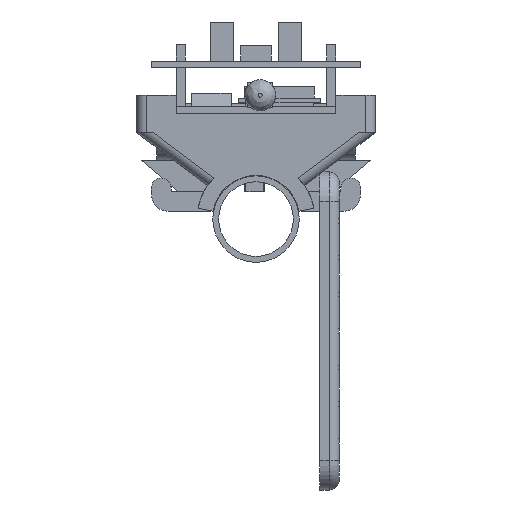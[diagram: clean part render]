
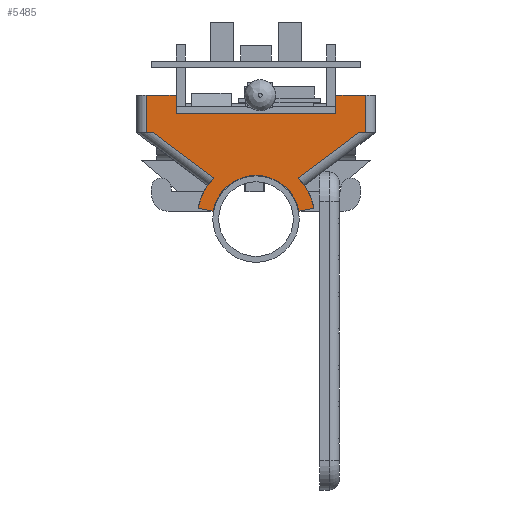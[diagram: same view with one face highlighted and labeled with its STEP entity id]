
A CAD part, front view. The second image highlights one B-rep face of the part: STEP entity #5485.
In plain terms, the highlighted planar face has unit normal (0, -1, 0).
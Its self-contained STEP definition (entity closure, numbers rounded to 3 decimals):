
#330=FACE_OUTER_BOUND('',#650,.T.);
#650=EDGE_LOOP('',(#4004,#4005,#4006,#4007,#4008,#4009,#4010,#4011,#4012,
#4013,#4014,#4015,#4016,#4017,#4018,#4019));
#1025=LINE('',#8342,#1652);
#1027=LINE('',#8346,#1654);
#1063=LINE('',#8438,#1690);
#1065=LINE('',#8445,#1692);
#1066=LINE('',#8449,#1693);
#1067=LINE('',#8452,#1694);
#1069=LINE('',#8459,#1696);
#1075=LINE('',#8471,#1702);
#1081=LINE('',#8484,#1708);
#1083=LINE('',#8490,#1710);
#1089=LINE('',#8502,#1716);
#1090=LINE('',#8504,#1717);
#1091=LINE('',#8505,#1718);
#1652=VECTOR('',#6597,10.);
#1654=VECTOR('',#6603,10.);
#1690=VECTOR('',#6705,10.);
#1692=VECTOR('',#6713,10.);
#1693=VECTOR('',#6718,10.);
#1694=VECTOR('',#6721,10.);
#1696=VECTOR('',#6729,10.);
#1702=VECTOR('',#6737,10.);
#1708=VECTOR('',#6747,10.);
#1710=VECTOR('',#6753,10.);
#1716=VECTOR('',#6761,10.);
#1717=VECTOR('',#6762,10.);
#1718=VECTOR('',#6763,10.);
#2162=CIRCLE('',#5813,11.125);
#2170=CIRCLE('',#5836,15.);
#2172=CIRCLE('',#5841,15.);
#2270=VERTEX_POINT('',#7908);
#2271=VERTEX_POINT('',#7910);
#2307=VERTEX_POINT('',#8034);
#2308=VERTEX_POINT('',#8049);
#2312=VERTEX_POINT('',#8078);
#2313=VERTEX_POINT('',#8080);
#2411=VERTEX_POINT('',#8437);
#2413=VERTEX_POINT('',#8443);
#2414=VERTEX_POINT('',#8447);
#2415=VERTEX_POINT('',#8451);
#2417=VERTEX_POINT('',#8457);
#2422=VERTEX_POINT('',#8469);
#2427=VERTEX_POINT('',#8483);
#2429=VERTEX_POINT('',#8489);
#2434=VERTEX_POINT('',#8501);
#2435=VERTEX_POINT('',#8503);
#2785=EDGE_CURVE('',#2270,#2271,#2162,.T.);
#2832=EDGE_CURVE('',#2307,#2308,#2170,.T.);
#2841=EDGE_CURVE('',#2312,#2313,#2172,.T.);
#2952=EDGE_CURVE('',#2308,#2270,#1025,.T.);
#2954=EDGE_CURVE('',#2271,#2312,#1027,.T.);
#3001=EDGE_CURVE('',#2313,#2411,#1063,.T.);
#3005=EDGE_CURVE('',#2413,#2307,#1065,.T.);
#3007=EDGE_CURVE('',#2414,#2413,#1066,.T.);
#3008=EDGE_CURVE('',#2411,#2415,#1067,.T.);
#3012=EDGE_CURVE('',#2417,#2414,#1069,.T.);
#3018=EDGE_CURVE('',#2422,#2417,#1075,.T.);
#3024=EDGE_CURVE('',#2415,#2427,#1081,.T.);
#3027=EDGE_CURVE('',#2427,#2429,#1083,.T.);
#3033=EDGE_CURVE('',#2434,#2422,#1089,.T.);
#3034=EDGE_CURVE('',#2435,#2434,#1090,.T.);
#3035=EDGE_CURVE('',#2435,#2429,#1091,.T.);
#4004=ORIENTED_EDGE('',*,*,#3012,.F.);
#4005=ORIENTED_EDGE('',*,*,#3018,.F.);
#4006=ORIENTED_EDGE('',*,*,#3033,.F.);
#4007=ORIENTED_EDGE('',*,*,#3034,.F.);
#4008=ORIENTED_EDGE('',*,*,#3035,.T.);
#4009=ORIENTED_EDGE('',*,*,#3027,.F.);
#4010=ORIENTED_EDGE('',*,*,#3024,.F.);
#4011=ORIENTED_EDGE('',*,*,#3008,.F.);
#4012=ORIENTED_EDGE('',*,*,#3001,.F.);
#4013=ORIENTED_EDGE('',*,*,#2841,.F.);
#4014=ORIENTED_EDGE('',*,*,#2954,.F.);
#4015=ORIENTED_EDGE('',*,*,#2785,.F.);
#4016=ORIENTED_EDGE('',*,*,#2952,.F.);
#4017=ORIENTED_EDGE('',*,*,#2832,.F.);
#4018=ORIENTED_EDGE('',*,*,#3005,.F.);
#4019=ORIENTED_EDGE('',*,*,#3007,.F.);
#5208=PLANE('',#5945);
#5485=ADVANCED_FACE('',(#330),#5208,.T.);
#5813=AXIS2_PLACEMENT_3D('',#7911,#6317,#6318);
#5836=AXIS2_PLACEMENT_3D('',#8050,#6387,#6388);
#5841=AXIS2_PLACEMENT_3D('',#8081,#6403,#6404);
#5945=AXIS2_PLACEMENT_3D('',#8500,#6759,#6760);
#6317=DIRECTION('center_axis',(0.,-1.,0.));
#6318=DIRECTION('ref_axis',(1.,0.,0.));
#6387=DIRECTION('center_axis',(0.,1.,0.));
#6388=DIRECTION('ref_axis',(1.,0.,0.));
#6403=DIRECTION('center_axis',(0.,1.,0.));
#6404=DIRECTION('ref_axis',(1.,0.,0.));
#6597=DIRECTION('',(-0.983,0.,-0.182));
#6603=DIRECTION('',(-0.983,0.,0.182));
#6705=DIRECTION('',(-0.801,0.,0.598));
#6713=DIRECTION('',(-0.801,0.,-0.598));
#6718=DIRECTION('',(-1.,0.,0.));
#6721=DIRECTION('',(-1.,0.,0.));
#6729=DIRECTION('',(0.,0.,-1.));
#6737=DIRECTION('',(1.,0.,0.));
#6747=DIRECTION('',(0.,0.,1.));
#6753=DIRECTION('',(1.,0.,0.));
#6759=DIRECTION('center_axis',(0.,-1.,0.));
#6760=DIRECTION('ref_axis',(-1.,0.,0.));
#6761=DIRECTION('',(0.,0.,1.));
#6762=DIRECTION('',(1.,0.,0.));
#6763=DIRECTION('',(0.,0.,1.));
#7908=CARTESIAN_POINT('',(10.94,-49.5,-36.577));
#7910=CARTESIAN_POINT('',(-10.94,-49.5,-36.577));
#7911=CARTESIAN_POINT('Origin',(0.,-49.5,-38.6));
#8034=CARTESIAN_POINT('',(10.74,-49.5,-28.129));
#8049=CARTESIAN_POINT('',(14.75,-49.5,-35.873));
#8050=CARTESIAN_POINT('Origin',(0.,-49.5,-38.6));
#8078=CARTESIAN_POINT('',(-14.75,-49.5,-35.873));
#8080=CARTESIAN_POINT('',(-10.74,-49.5,-28.129));
#8081=CARTESIAN_POINT('Origin',(0.,-49.5,-38.6));
#8342=CARTESIAN_POINT('',(6.168,-49.5,-37.46));
#8346=CARTESIAN_POINT('',(-8.135,-49.5,-37.096));
#8437=CARTESIAN_POINT('',(-26.173,-49.5,-16.6));
#8438=CARTESIAN_POINT('',(-17.501,-49.5,-23.078));
#8443=CARTESIAN_POINT('',(26.173,-49.5,-16.6));
#8445=CARTESIAN_POINT('',(8.492,-49.5,-29.809));
#8447=CARTESIAN_POINT('',(27.85,-49.5,-16.6));
#8449=CARTESIAN_POINT('',(15.175,-49.5,-16.6));
#8451=CARTESIAN_POINT('',(-27.85,-49.5,-16.6));
#8452=CARTESIAN_POINT('',(15.175,-49.5,-16.6));
#8457=CARTESIAN_POINT('',(27.85,-49.5,-7.));
#8459=CARTESIAN_POINT('',(27.85,-49.5,-10.));
#8469=CARTESIAN_POINT('',(20.35,-49.5,-7.));
#8471=CARTESIAN_POINT('',(15.175,-49.5,-7.));
#8483=CARTESIAN_POINT('',(-27.85,-49.5,-7.));
#8484=CARTESIAN_POINT('',(-27.85,-49.5,-10.));
#8489=CARTESIAN_POINT('',(-20.35,-49.5,-7.));
#8490=CARTESIAN_POINT('',(-10.175,-49.5,-7.));
#8500=CARTESIAN_POINT('Origin',(-20.35,-49.5,-10.));
#8501=CARTESIAN_POINT('',(20.35,-49.5,-11.6));
#8502=CARTESIAN_POINT('',(20.35,-49.5,-10.));
#8503=CARTESIAN_POINT('',(-20.35,-49.5,-11.6));
#8504=CARTESIAN_POINT('',(10.175,-49.5,-11.6));
#8505=CARTESIAN_POINT('',(-20.35,-49.5,-10.));
